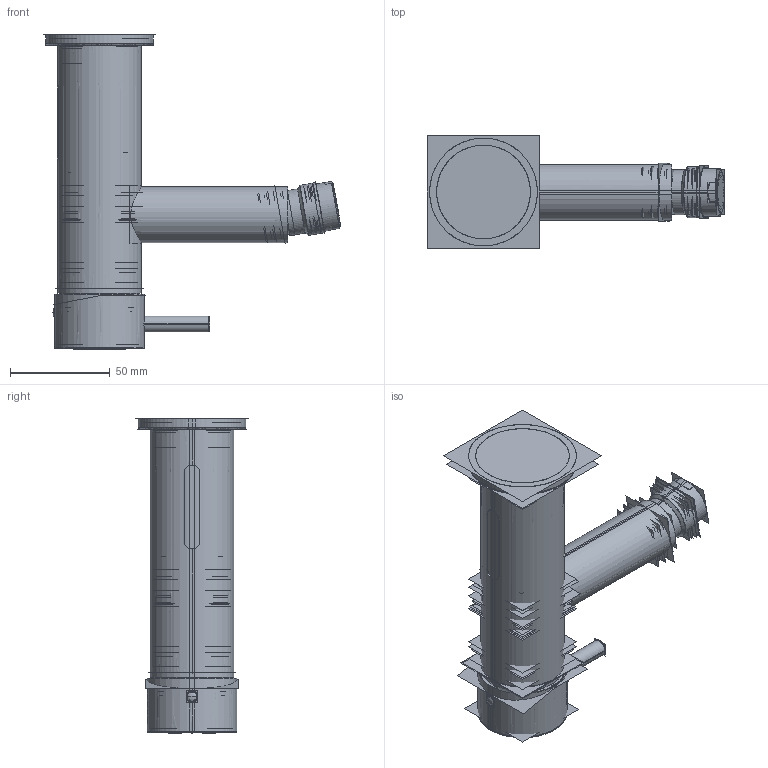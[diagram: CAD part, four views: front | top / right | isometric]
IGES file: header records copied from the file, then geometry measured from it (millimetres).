
Start section:  PTC IGES file: KL210DPC.igs
Global section: file name: KL210DPC.igs; native system: Pro/ENGINEER by Parametric Technology Corporation; preprocessor: 2009360; author: user33; organization: Unknown; date: 20200106.153941; units: millimetre
Bounding box: 149.02 x 56.28 x 157.79 mm (x, y, z)
Volume: 132526.7 mm3; surface area: 502758.5 mm2
Topology: 18 solids, 33 shells, 1582 faces, 7990 edges, 10166 vertices
Faces by surface type: revolution 992, bspline 590
